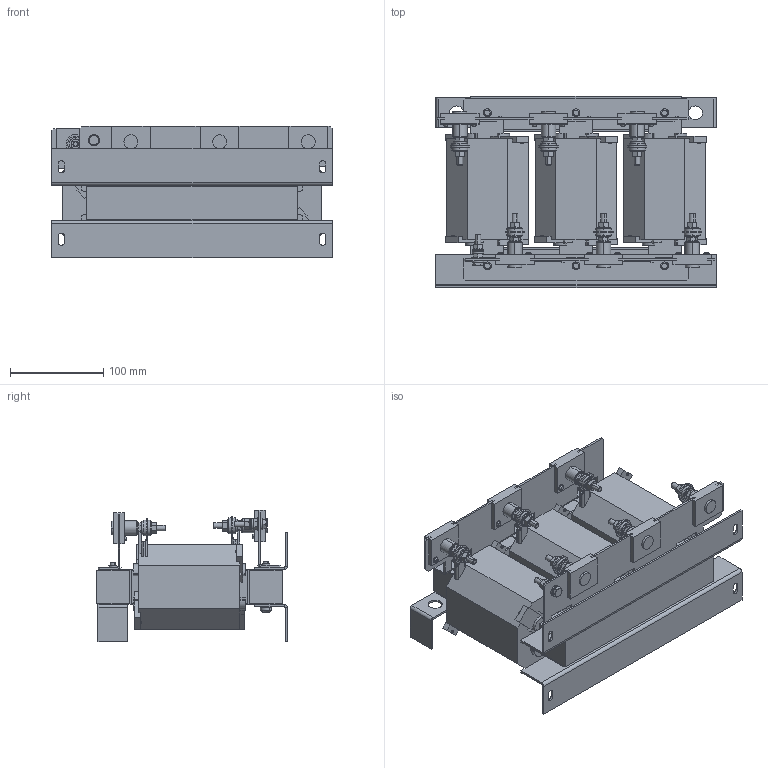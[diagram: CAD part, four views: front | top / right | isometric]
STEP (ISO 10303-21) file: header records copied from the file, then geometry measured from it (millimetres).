
FILE_DESCRIPTION (( 'STEP AP214' ), '1' );
FILE_NAME ('190839.STEP', '2020-05-29T01:14:33', ( '' ), ( '' ), 'SwSTEP 2.0', 'SolidWorks 2018', '' );
FILE_SCHEMA (( 'AUTOMOTIVE_DESIGN' ));
Length unit declared in the file: millimetre
Products named in the file (1): 190839
Bounding box: 300 x 204.55 x 141 mm (x, y, z)
Volume: 3325535.4 mm3; surface area: 410138.4 mm2
Topology: 1 solids, 1 shells, 1685 faces, 4358 edges, 2726 vertices
Faces by surface type: plane 1007, cylinder 352, cone 160, bspline 138, torus 16, sphere 12
Entity records: 56435 total; most frequent: CARTESIAN_POINT 16091, ORIENTED_EDGE 8716, DIRECTION 7923, EDGE_CURVE 4358, VECTOR 2791, LINE 2791, VERTEX_POINT 2726, AXIS2_PLACEMENT_3D 2566
